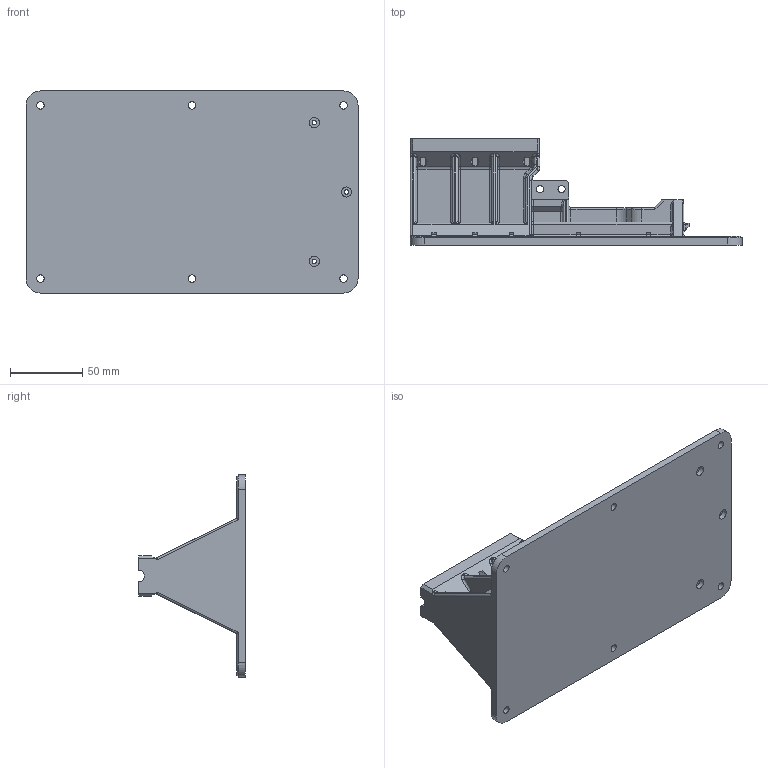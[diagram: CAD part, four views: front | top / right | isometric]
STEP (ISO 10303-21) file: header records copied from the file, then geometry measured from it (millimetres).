
FILE_DESCRIPTION(('FreeCAD Model'),'2;1');
FILE_NAME('Open CASCADE Shape Model','2022-04-16T16:33:29',('Author'),( ''),'Open CASCADE STEP processor 7.5','FreeCAD','Unknown');
FILE_SCHEMA(('AUTOMOTIVE_DESIGN { 1 0 10303 214 1 1 1 1 }'));
Products named in the file (1): th3 stand
Bounding box: 230 x 73.8 x 140 mm (x, y, z)
Volume: 335632.8 mm3; surface area: 118717.7 mm2
Topology: 1 solids, 1 shells, 659 faces, 1686 edges, 998 vertices
Faces by surface type: cylinder 291, plane 214, bspline 70, sphere 43, torus 37, cone 4
Full cylindrical faces by diameter (mm): 3.1 x3, 3.2 x8, 5 x4, 5.2 x6, 7 x3
Entity records: 51865 total; most frequent: CARTESIAN_POINT 18731, DIRECTION 6246, LINE 3529, VECTOR 3529, ORIENTED_EDGE 3332, PCURVE 3332, DEFINITIONAL_REPRESENTATION 3332, EDGE_CURVE 1666
